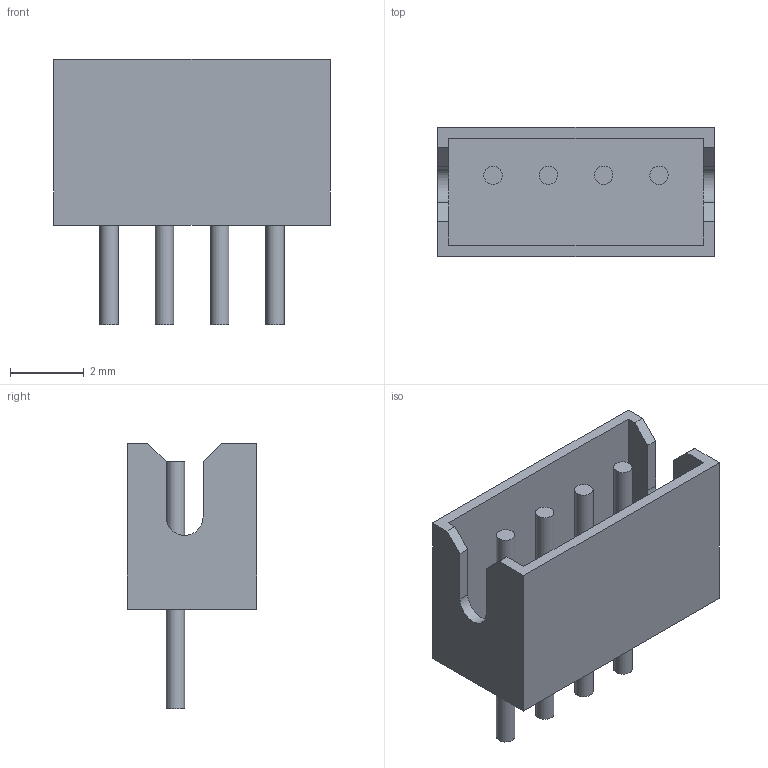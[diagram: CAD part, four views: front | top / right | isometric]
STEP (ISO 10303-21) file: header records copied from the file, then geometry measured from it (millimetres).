
FILE_DESCRIPTION( ( '' ), ' ' );
FILE_NAME( '59ee48e428f36b0f4557d4ca.step', '2017-10-23T19:54:13', ( '' ), ( '' ), ' ', ' ', ' ' );
FILE_SCHEMA( ( 'AUTOMOTIVE_DESIGN { 1 0 10303 214 1 1 1 1 }' ) );
Length unit declared in the file: metre
Products named in the file (5): Body; Pins
Bounding box: 7.5 x 3.5 x 7.2 mm (x, y, z)
Volume: 37.8 mm3; surface area: 269.3 mm2
Topology: 5 solids, 5 shells, 34 faces, 72 edges, 48 vertices
Faces by surface type: plane 28, cylinder 6
Full cylindrical faces by diameter (mm): 0.5 x4
Entity records: 1216 total; most frequent: DIRECTION 158, CARTESIAN_POINT 155, ORIENTED_EDGE 136, EDGE_CURVE 68, LINE 56, VECTOR 56, AXIS2_PLACEMENT_3D 51, VERTEX_POINT 48
